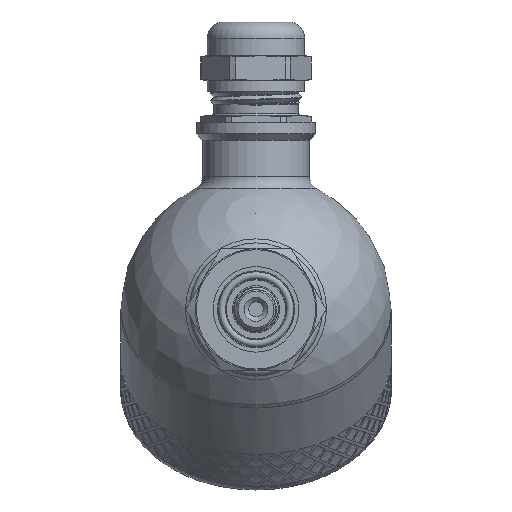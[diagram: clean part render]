
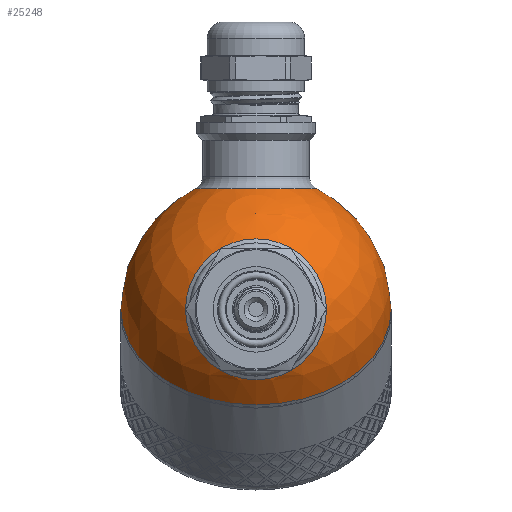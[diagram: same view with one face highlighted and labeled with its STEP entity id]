
A CAD part, left-side view. The second image highlights one B-rep face of the part: STEP entity #25248.
In plain terms, the highlighted spherical face has radius 30 mm.
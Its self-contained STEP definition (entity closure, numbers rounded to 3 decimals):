
#136=SPHERICAL_SURFACE('',#26861,30.);
#1126=FACE_BOUND('',#3775,.T.);
#1127=FACE_BOUND('',#3776,.T.);
#2116=FACE_OUTER_BOUND('',#3774,.T.);
#3774=EDGE_LOOP('',(#18311,#18312,#18313,#18314));
#3775=EDGE_LOOP('',(#18315));
#3776=EDGE_LOOP('',(#18316));
#5300=CIRCLE('',#26783,30.);
#5301=CIRCLE('',#26784,30.);
#5328=CIRCLE('',#26857,13.5);
#5331=CIRCLE('',#26862,30.);
#5332=CIRCLE('',#26863,15.643);
#9826=VERTEX_POINT('',#33151);
#9827=VERTEX_POINT('',#33153);
#10326=VERTEX_POINT('',#39540);
#10328=VERTEX_POINT('',#39547);
#10329=VERTEX_POINT('',#39549);
#12555=EDGE_CURVE('',#9826,#9827,#5300,.T.);
#12556=EDGE_CURVE('',#9827,#9826,#5301,.T.);
#13307=EDGE_CURVE('',#10326,#10326,#5328,.T.);
#13310=EDGE_CURVE('',#9827,#10328,#5331,.T.);
#13311=EDGE_CURVE('',#10329,#10329,#5332,.T.);
#18311=ORIENTED_EDGE('',*,*,#12556,.F.);
#18312=ORIENTED_EDGE('',*,*,#13310,.T.);
#18313=ORIENTED_EDGE('',*,*,#13310,.F.);
#18314=ORIENTED_EDGE('',*,*,#12555,.F.);
#18315=ORIENTED_EDGE('',*,*,#13311,.F.);
#18316=ORIENTED_EDGE('',*,*,#13307,.F.);
#25248=ADVANCED_FACE('',(#2116,#1126,#1127),#136,.T.);
#26783=AXIS2_PLACEMENT_3D('',#33154,#28251,#28252);
#26784=AXIS2_PLACEMENT_3D('',#33155,#28253,#28254);
#26857=AXIS2_PLACEMENT_3D('',#39541,#28663,#28664);
#26861=AXIS2_PLACEMENT_3D('',#39546,#28671,#28672);
#26862=AXIS2_PLACEMENT_3D('',#39548,#28673,#28674);
#26863=AXIS2_PLACEMENT_3D('',#39550,#28675,#28676);
#28251=DIRECTION('center_axis',(1.,0.,0.));
#28252=DIRECTION('ref_axis',(0.,1.,0.));
#28253=DIRECTION('center_axis',(1.,0.,0.));
#28254=DIRECTION('ref_axis',(0.,1.,0.));
#28663=DIRECTION('center_axis',(-0.707,0.,-0.707));
#28664=DIRECTION('ref_axis',(-0.707,0.,0.707));
#28671=DIRECTION('center_axis',(1.,0.,0.));
#28672=DIRECTION('ref_axis',(0.,-1.,0.));
#28673=DIRECTION('center_axis',(0.,0.,1.));
#28674=DIRECTION('ref_axis',(0.,1.,0.));
#28675=DIRECTION('center_axis',(-0.707,0.,0.707));
#28676=DIRECTION('ref_axis',(0.707,0.,0.707));
#33151=CARTESIAN_POINT('',(0.,-30.,0.));
#33153=CARTESIAN_POINT('',(0.,30.,0.));
#33154=CARTESIAN_POINT('Origin',(0.,0.,0.));
#33155=CARTESIAN_POINT('Origin',(0.,0.,0.));
#39540=CARTESIAN_POINT('',(-9.398,0.,-28.49));
#39541=CARTESIAN_POINT('Origin',(-18.944,0.,-18.944));
#39546=CARTESIAN_POINT('Origin',(0.,0.,0.));
#39547=CARTESIAN_POINT('',(-30.,0.,0.));
#39548=CARTESIAN_POINT('Origin',(0.,0.,0.));
#39549=CARTESIAN_POINT('',(-29.162,0.,7.04));
#39550=CARTESIAN_POINT('Origin',(-18.101,0.,18.101));
